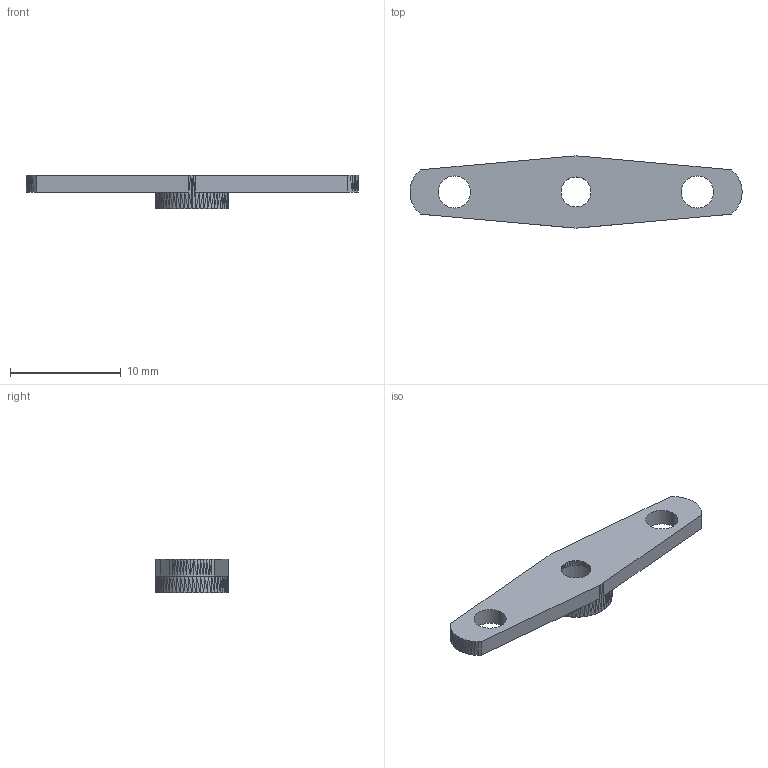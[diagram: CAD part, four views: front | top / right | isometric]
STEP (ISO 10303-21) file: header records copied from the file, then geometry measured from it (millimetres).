
FILE_DESCRIPTION(/* description */ (''),/* implementation_level */ '2;1');
FILE_NAME(/* name */ 'v70 Servo Arm v8.step',/* time_stamp */ '2021-01-10T06:11:23+01:00',/* author */ (''),/* organization */ (''),/* preprocessor_version */ 'ST-DEVELOPER v18.1',/* originating_system */ 'Autodesk Translation Framework v9.7.1.1290',/* authorisation */ '');
FILE_SCHEMA (('AUTOMOTIVE_DESIGN { 1 0 10303 214 3 1 1 }'));
Length unit declared in the file: millimetre
Products named in the file (1): Servo Arm
Bounding box: 29.92 x 6.5 x 3 mm (x, y, z)
Volume: 210.8 mm3; surface area: 465.4 mm2
Topology: 1 solids, 1 shells, 253 faces, 513 edges, 263 vertices
Faces by surface type: plane 250, cylinder 3
Full cylindrical faces by diameter (mm): 2.9 x2, 4.8 x1
Entity records: 6202 total; most frequent: CARTESIAN_POINT 1030, DIRECTION 1027, ORIENTED_EDGE 1026, EDGE_CURVE 513, LINE 507, VECTOR 507, VERTEX_POINT 263, EDGE_LOOP 260
